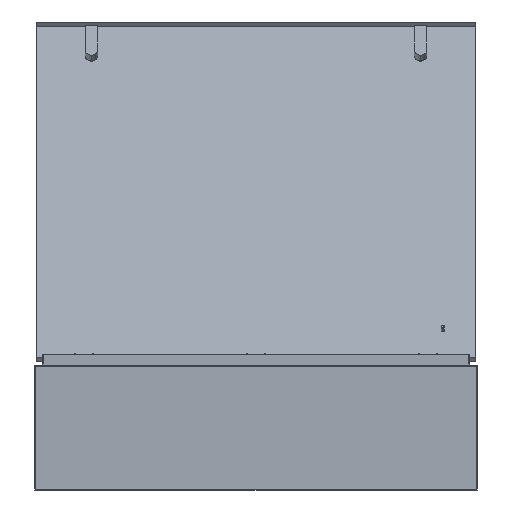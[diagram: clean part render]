
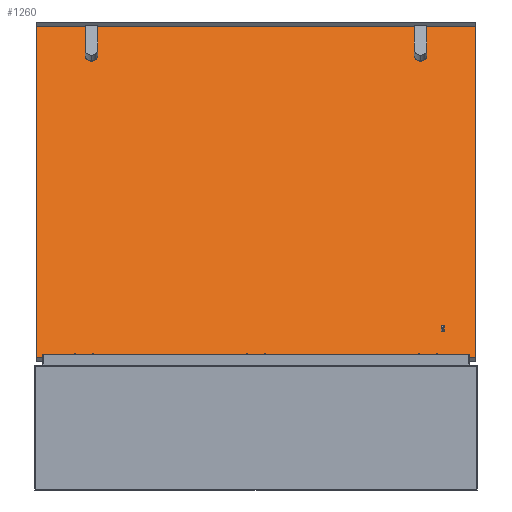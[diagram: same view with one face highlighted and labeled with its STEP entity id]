
A CAD part, left-side view. The second image highlights one B-rep face of the part: STEP entity #1260.
In plain terms, the highlighted face is planar.
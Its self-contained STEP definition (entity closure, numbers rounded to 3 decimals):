
#42 = DIRECTION ( 'NONE',  ( 0., 1., 0. ) ) ;
#81 = ORIENTED_EDGE ( 'NONE', *, *, #2621, .T. ) ;
#193 = DIRECTION ( 'NONE',  ( 1., 0., 0. ) ) ;
#210 = DIRECTION ( 'NONE',  ( 1., 0., 0. ) ) ;
#235 = DIRECTION ( 'NONE',  ( 0., 0., -1. ) ) ;
#244 = DIRECTION ( 'NONE',  ( 1., 0., 0. ) ) ;
#309 = CARTESIAN_POINT ( 'NONE',  ( -267.5, -297.5, -1. ) ) ;
#356 = VERTEX_POINT ( 'NONE', #5487 ) ;
#603 = ORIENTED_EDGE ( 'NONE', *, *, #2470, .F. ) ;
#627 = CARTESIAN_POINT ( 'NONE',  ( 259.5, -337.5, -1. ) ) ;
#757 = DIRECTION ( 'NONE',  ( 0., 0., 1. ) ) ;
#786 = CARTESIAN_POINT ( 'NONE',  ( 0., -396.5, -1. ) ) ;
#849 = FACE_OUTER_BOUND ( 'NONE', #9640, .T. ) ;
#991 = CARTESIAN_POINT ( 'NONE',  ( -279., -297.5, -1. ) ) ;
#1099 = DIRECTION ( 'NONE',  ( 1., 0., 0. ) ) ;
#1154 = EDGE_CURVE ( 'NONE', #3767, #5270, #8353, .T. ) ;
#1161 = PLANE ( 'NONE',  #7114 ) ;
#1242 = CARTESIAN_POINT ( 'NONE',  ( 0., 396.5, -1. ) ) ;
#1260 = ADVANCED_FACE ( 'NONE', ( #5764, #1313, #849, #8696 ), #1161, .F. ) ;
#1313 = FACE_BOUND ( 'NONE', #7604, .T. ) ;
#1516 = CIRCLE ( 'NONE', #9379, 11.5 ) ;
#1530 = CARTESIAN_POINT ( 'NONE',  ( -267.5, 297.5, -1. ) ) ;
#1590 = CARTESIAN_POINT ( 'NONE',  ( 321.5, 396.5, -1. ) ) ;
#1693 = CARTESIAN_POINT ( 'NONE',  ( -267.5, 297.5, -1. ) ) ;
#2024 = CARTESIAN_POINT ( 'NONE',  ( -321.5, 396.5, -1. ) ) ;
#2028 = EDGE_CURVE ( 'NONE', #2238, #9000, #3186, .T. ) ;
#2238 = VERTEX_POINT ( 'NONE', #8524 ) ;
#2267 = ORIENTED_EDGE ( 'NONE', *, *, #8668, .F. ) ;
#2404 = EDGE_CURVE ( 'NONE', #9000, #9139, #5622, .T. ) ;
#2443 = EDGE_LOOP ( 'NONE', ( #5237, #2267 ) ) ;
#2470 = EDGE_CURVE ( 'NONE', #9139, #5565, #6327, .T. ) ;
#2557 = CARTESIAN_POINT ( 'NONE',  ( -279., 297.5, -1. ) ) ;
#2566 = EDGE_CURVE ( 'NONE', #5270, #3767, #9577, .T. ) ;
#2621 = EDGE_CURVE ( 'NONE', #5057, #356, #1516, .T. ) ;
#3094 = CIRCLE ( 'NONE', #4735, 11.5 ) ;
#3186 = LINE ( 'NONE', #3649, #4924 ) ;
#3320 = EDGE_LOOP ( 'NONE', ( #3344, #7790 ) ) ;
#3344 = ORIENTED_EDGE ( 'NONE', *, *, #2566, .T. ) ;
#3449 = CARTESIAN_POINT ( 'NONE',  ( -321.5, 0., -1. ) ) ;
#3555 = DIRECTION ( 'NONE',  ( 0., 0., -1. ) ) ;
#3575 = VERTEX_POINT ( 'NONE', #627 ) ;
#3604 = DIRECTION ( 'NONE',  ( 0., 0., 1. ) ) ;
#3649 = CARTESIAN_POINT ( 'NONE',  ( 321.5, 0., -1. ) ) ;
#3767 = VERTEX_POINT ( 'NONE', #991 ) ;
#4482 = VECTOR ( 'NONE', #6013, 1000. ) ;
#4501 = AXIS2_PLACEMENT_3D ( 'NONE', #5439, #235, #210 ) ;
#4735 = AXIS2_PLACEMENT_3D ( 'NONE', #1693, #6862, #244 ) ;
#4901 = EDGE_CURVE ( 'NONE', #356, #5057, #3094, .T. ) ;
#4913 = VECTOR ( 'NONE', #8738, 1000. ) ;
#4924 = VECTOR ( 'NONE', #42, 1000. ) ;
#4985 = CIRCLE ( 'NONE', #4501, 3. ) ;
#5057 = VERTEX_POINT ( 'NONE', #2557 ) ;
#5237 = ORIENTED_EDGE ( 'NONE', *, *, #8767, .F. ) ;
#5270 = VERTEX_POINT ( 'NONE', #5998 ) ;
#5439 = CARTESIAN_POINT ( 'NONE',  ( 262.5, -337.5, -1. ) ) ;
#5487 = CARTESIAN_POINT ( 'NONE',  ( -256., 297.5, -1. ) ) ;
#5519 = DIRECTION ( 'NONE',  ( 0., 0., 1. ) ) ;
#5565 = VERTEX_POINT ( 'NONE', #7048 ) ;
#5598 = ORIENTED_EDGE ( 'NONE', *, *, #2028, .F. ) ;
#5622 = LINE ( 'NONE', #1242, #4913 ) ;
#5764 = FACE_BOUND ( 'NONE', #3320, .T. ) ;
#5817 = AXIS2_PLACEMENT_3D ( 'NONE', #8020, #3555, #6555 ) ;
#5998 = CARTESIAN_POINT ( 'NONE',  ( -256., -297.5, -1. ) ) ;
#6013 = DIRECTION ( 'NONE',  ( 1., 0., 0. ) ) ;
#6014 = EDGE_CURVE ( 'NONE', #5565, #2238, #6565, .T. ) ;
#6040 = CIRCLE ( 'NONE', #5817, 3. ) ;
#6045 = DIRECTION ( 'NONE',  ( 1., 0., 0. ) ) ;
#6327 = LINE ( 'NONE', #3449, #6791 ) ;
#6489 = AXIS2_PLACEMENT_3D ( 'NONE', #309, #5519, #193 ) ;
#6555 = DIRECTION ( 'NONE',  ( 1., 0., 0. ) ) ;
#6565 = LINE ( 'NONE', #786, #4482 ) ;
#6641 = DIRECTION ( 'NONE',  ( 1., 0., 0. ) ) ;
#6697 = AXIS2_PLACEMENT_3D ( 'NONE', #7326, #3604, #6641 ) ;
#6791 = VECTOR ( 'NONE', #8644, 1000. ) ;
#6851 = VERTEX_POINT ( 'NONE', #7817 ) ;
#6862 = DIRECTION ( 'NONE',  ( 0., 0., 1. ) ) ;
#7048 = CARTESIAN_POINT ( 'NONE',  ( -321.5, -396.5, -1. ) ) ;
#7114 = AXIS2_PLACEMENT_3D ( 'NONE', #8607, #9342, #1099 ) ;
#7326 = CARTESIAN_POINT ( 'NONE',  ( -267.5, -297.5, -1. ) ) ;
#7604 = EDGE_LOOP ( 'NONE', ( #8442, #81 ) ) ;
#7718 = ORIENTED_EDGE ( 'NONE', *, *, #6014, .F. ) ;
#7790 = ORIENTED_EDGE ( 'NONE', *, *, #1154, .T. ) ;
#7817 = CARTESIAN_POINT ( 'NONE',  ( 265.5, -337.5, -1. ) ) ;
#8020 = CARTESIAN_POINT ( 'NONE',  ( 262.5, -337.5, -1. ) ) ;
#8353 = CIRCLE ( 'NONE', #6489, 11.5 ) ;
#8442 = ORIENTED_EDGE ( 'NONE', *, *, #4901, .T. ) ;
#8469 = ORIENTED_EDGE ( 'NONE', *, *, #2404, .F. ) ;
#8524 = CARTESIAN_POINT ( 'NONE',  ( 321.5, -396.5, -1. ) ) ;
#8607 = CARTESIAN_POINT ( 'NONE',  ( 0., 0., -1. ) ) ;
#8644 = DIRECTION ( 'NONE',  ( 0., -1., 0. ) ) ;
#8668 = EDGE_CURVE ( 'NONE', #3575, #6851, #6040, .T. ) ;
#8696 = FACE_BOUND ( 'NONE', #2443, .T. ) ;
#8738 = DIRECTION ( 'NONE',  ( -1., 0., 0. ) ) ;
#8767 = EDGE_CURVE ( 'NONE', #6851, #3575, #4985, .T. ) ;
#9000 = VERTEX_POINT ( 'NONE', #1590 ) ;
#9139 = VERTEX_POINT ( 'NONE', #2024 ) ;
#9342 = DIRECTION ( 'NONE',  ( 0., 0., 1. ) ) ;
#9379 = AXIS2_PLACEMENT_3D ( 'NONE', #1530, #757, #6045 ) ;
#9577 = CIRCLE ( 'NONE', #6697, 11.5 ) ;
#9640 = EDGE_LOOP ( 'NONE', ( #603, #8469, #5598, #7718 ) ) ;
